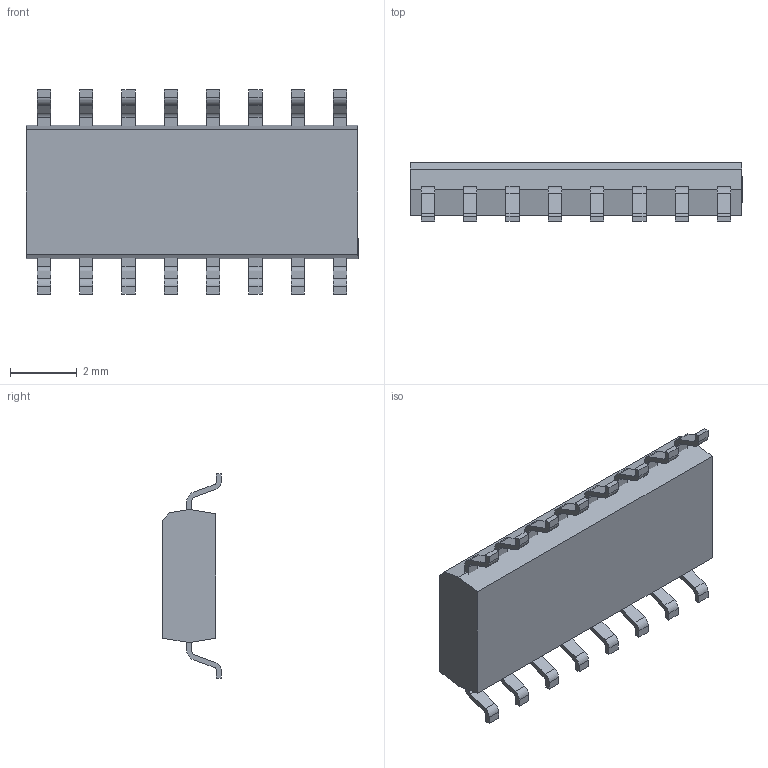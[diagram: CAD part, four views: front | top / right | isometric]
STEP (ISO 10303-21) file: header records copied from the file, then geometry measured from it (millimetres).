
FILE_DESCRIPTION (( 'STEP AP214' ), '1' );
FILE_NAME ('User Library-so16-2.STEP', '2013-08-27T05:54:31', ( 'Windows User' ), ( '' ), 'SwSTEP 2.0', 'SolidWorks 2013', '' );
FILE_SCHEMA (( 'AUTOMOTIVE_DESIGN' ));
Length unit declared in the file: millimetre
Products named in the file (1): User Library-so16-2
Bounding box: 9.97 x 1.76 x 6.14 mm (x, y, z)
Volume: 67.2 mm3; surface area: 210.9 mm2
Topology: 3 solids, 3 shells, 200 faces, 579 edges, 386 vertices
Faces by surface type: plane 134, cylinder 66
Entity records: 8827 total; most frequent: CARTESIAN_POINT 1166, ORIENTED_EDGE 1158, DIRECTION 1113, EDGE_CURVE 579, VECTOR 447, LINE 447, VERTEX_POINT 386, AXIS2_PLACEMENT_3D 333
